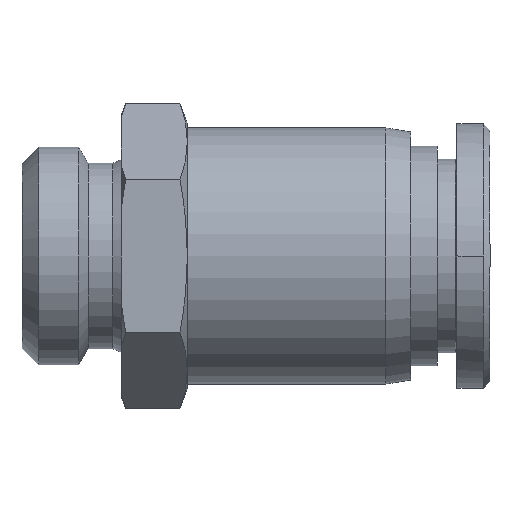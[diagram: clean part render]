
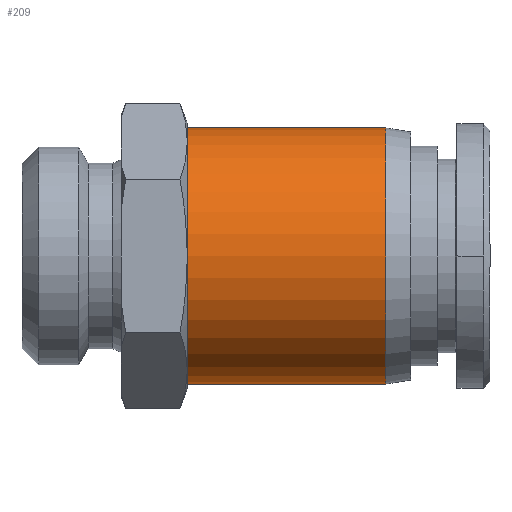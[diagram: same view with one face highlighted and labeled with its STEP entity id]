
A CAD part, front view. The second image highlights one B-rep face of the part: STEP entity #209.
In plain terms, the highlighted cylindrical face has radius 7.75 mm (diameter 15.5 mm), a partial arc.
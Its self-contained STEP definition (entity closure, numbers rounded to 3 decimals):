
#141=CARTESIAN_POINT('',(-7.75,0.,10.5));
#142=VERTEX_POINT('',#141);
#151=CARTESIAN_POINT('',(7.75,0.,10.5));
#152=VERTEX_POINT('',#151);
#153=CARTESIAN_POINT('',(0.0,0.,10.5));
#154=DIRECTION('',(0.0,0.0,1.0));
#155=DIRECTION('',(-1.0,0.0,0.0));
#156=AXIS2_PLACEMENT_3D('',#153,#154,#155);
#157=CIRCLE('',#156,7.75);
#158=EDGE_CURVE('',#142,#152,#157,.T.);
#178=CARTESIAN_POINT('',(0.0,0.,2.5));
#179=DIRECTION('',(0.0,0.,1.0));
#180=DIRECTION('',(-1.0,0.0,0.0));
#181=AXIS2_PLACEMENT_3D('',#178,#179,#180);
#182=CYLINDRICAL_SURFACE('',#181,7.75);
#183=CARTESIAN_POINT('',(-7.75,0.,-1.5));
#184=VERTEX_POINT('',#183);
#185=CARTESIAN_POINT('',(-7.75,0.,-1.5));
#186=DIRECTION('',(0.0,0.0,1.0));
#187=VECTOR('',#186,12.0);
#188=LINE('',#185,#187);
#189=EDGE_CURVE('',#184,#142,#188,.T.);
#190=ORIENTED_EDGE('',*,*,#189,.F.);
#191=CARTESIAN_POINT('',(7.75,0.,-1.5));
#192=VERTEX_POINT('',#191);
#193=CARTESIAN_POINT('',(0.0,0.,-1.5));
#194=DIRECTION('',(0.0,0.0,1.0));
#195=DIRECTION('',(-1.0,0.0,0.0));
#196=AXIS2_PLACEMENT_3D('',#193,#194,#195);
#197=CIRCLE('',#196,7.75);
#198=EDGE_CURVE('',#184,#192,#197,.T.);
#199=ORIENTED_EDGE('',*,*,#198,.T.);
#200=CARTESIAN_POINT('',(7.75,0.,10.5));
#201=DIRECTION('',(0.0,0.0,-1.0));
#202=VECTOR('',#201,12.0);
#203=LINE('',#200,#202);
#204=EDGE_CURVE('',#152,#192,#203,.T.);
#205=ORIENTED_EDGE('',*,*,#204,.F.);
#206=ORIENTED_EDGE('',*,*,#158,.F.);
#207=EDGE_LOOP('',(#190,#199,#205,#206));
#208=FACE_OUTER_BOUND('',#207,.T.);
#209=ADVANCED_FACE('',(#208),#182,.T.);
